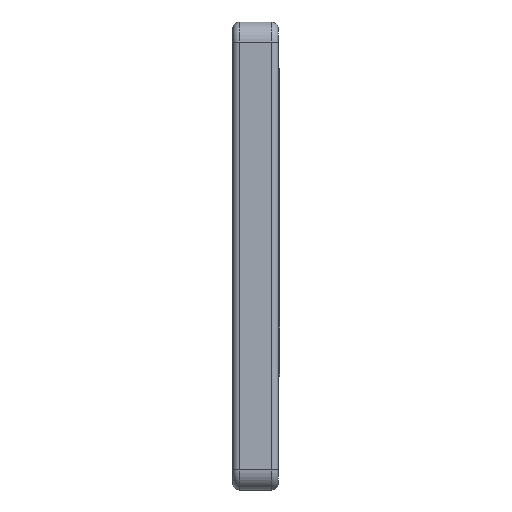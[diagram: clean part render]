
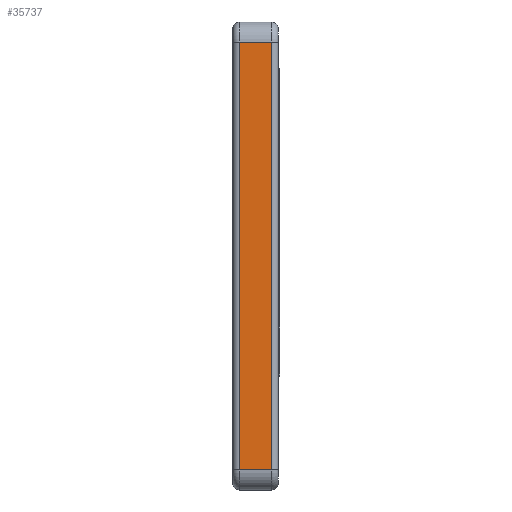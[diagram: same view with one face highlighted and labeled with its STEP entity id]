
A CAD part, left-side view. The second image highlights one B-rep face of the part: STEP entity #35737.
In plain terms, the highlighted planar face has unit normal (-1, 0, 0).
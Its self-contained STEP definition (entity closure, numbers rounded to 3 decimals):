
#3395 = VERTEX_POINT ( 'NONE', #23198 ) ;
#4027 = ORIENTED_EDGE ( 'NONE', *, *, #23115, .T. ) ;
#5884 = VECTOR ( 'NONE', #13475, 1000. ) ;
#6180 = DIRECTION ( 'NONE',  ( 0., 0., -1. ) ) ;
#6539 = CARTESIAN_POINT ( 'NONE',  ( -50., 5.8, -31.925 ) ) ;
#6970 = DIRECTION ( 'NONE',  ( 0., 0., 1. ) ) ;
#8655 = FACE_OUTER_BOUND ( 'NONE', #33502, .T. ) ;
#8803 = EDGE_CURVE ( 'NONE', #16791, #3395, #10580, .T. ) ;
#9104 = LINE ( 'NONE', #26145, #31001 ) ;
#9600 = CARTESIAN_POINT ( 'NONE',  ( -50., 5.8, 31.925 ) ) ;
#10580 = LINE ( 'NONE', #20169, #24874 ) ;
#11225 = CARTESIAN_POINT ( 'NONE',  ( -50., 6.8, -31.925 ) ) ;
#12065 = VERTEX_POINT ( 'NONE', #6539 ) ;
#13475 = DIRECTION ( 'NONE',  ( 0., -1., 0. ) ) ;
#14144 = DIRECTION ( 'NONE',  ( 0., 0., -1. ) ) ;
#14383 = CARTESIAN_POINT ( 'NONE',  ( -50., 1., -31.925 ) ) ;
#15639 = EDGE_CURVE ( 'NONE', #12065, #28375, #35343, .T. ) ;
#16791 = VERTEX_POINT ( 'NONE', #9600 ) ;
#19464 = ORIENTED_EDGE ( 'NONE', *, *, #8803, .F. ) ;
#20169 = CARTESIAN_POINT ( 'NONE',  ( -50., 6.8, 31.925 ) ) ;
#22011 = AXIS2_PLACEMENT_3D ( 'NONE', #11225, #31220, #14144 ) ;
#23115 = EDGE_CURVE ( 'NONE', #28375, #3395, #30035, .T. ) ;
#23198 = CARTESIAN_POINT ( 'NONE',  ( -50., 1., 31.925 ) ) ;
#23495 = ORIENTED_EDGE ( 'NONE', *, *, #32733, .T. ) ;
#24874 = VECTOR ( 'NONE', #34494, 1000. ) ;
#26145 = CARTESIAN_POINT ( 'NONE',  ( -50., 5.8, -31.925 ) ) ;
#27074 = CARTESIAN_POINT ( 'NONE',  ( -50., 1., 31.925 ) ) ;
#28375 = VERTEX_POINT ( 'NONE', #14383 ) ;
#30035 = LINE ( 'NONE', #27074, #34893 ) ;
#31001 = VECTOR ( 'NONE', #6180, 1000. ) ;
#31220 = DIRECTION ( 'NONE',  ( 1., 0., 0. ) ) ;
#32733 = EDGE_CURVE ( 'NONE', #16791, #12065, #9104, .T. ) ;
#33502 = EDGE_LOOP ( 'NONE', ( #35900, #4027, #19464, #23495 ) ) ;
#34494 = DIRECTION ( 'NONE',  ( 0., -1., 0. ) ) ;
#34893 = VECTOR ( 'NONE', #6970, 1000. ) ;
#35343 = LINE ( 'NONE', #36527, #5884 ) ;
#35737 = ADVANCED_FACE ( 'NONE', ( #8655 ), #35990, .F. ) ;
#35900 = ORIENTED_EDGE ( 'NONE', *, *, #15639, .T. ) ;
#35990 = PLANE ( 'NONE',  #22011 ) ;
#36527 = CARTESIAN_POINT ( 'NONE',  ( -50., 6.8, -31.925 ) ) ;
